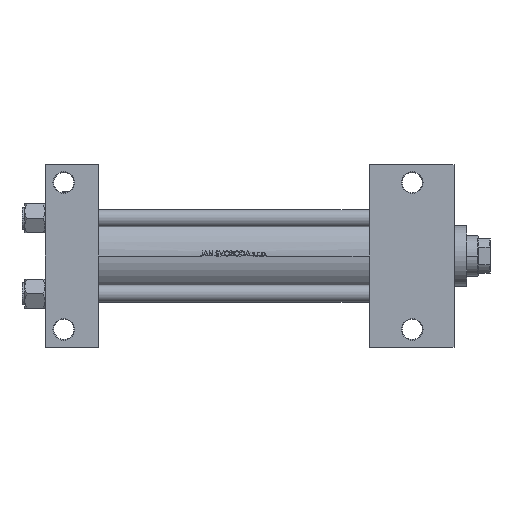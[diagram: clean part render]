
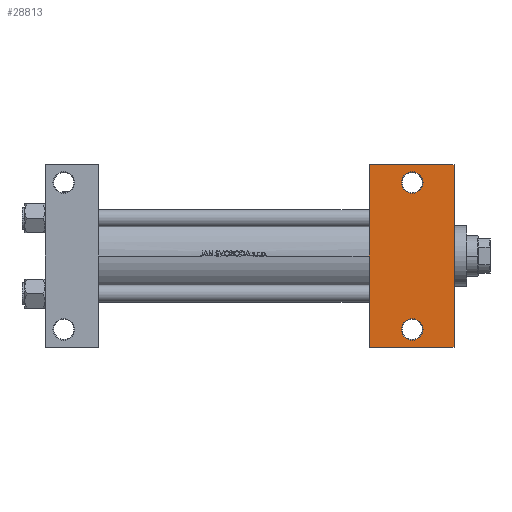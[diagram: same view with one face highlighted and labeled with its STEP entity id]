
A CAD part, front view. The second image highlights one B-rep face of the part: STEP entity #28813.
In plain terms, the highlighted face is planar.
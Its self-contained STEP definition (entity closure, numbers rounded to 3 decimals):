
#492 = EDGE_CURVE ( 'NONE', #35043, #19504, #34424, .T. ) ;
#781 = VECTOR ( 'NONE', #30537, 1000. ) ;
#1624 = VERTEX_POINT ( 'NONE', #10493 ) ;
#1800 = ORIENTED_EDGE ( 'NONE', *, *, #33377, .T. ) ;
#2112 = CIRCLE ( 'NONE', #41386, 7.5 ) ;
#2549 = CARTESIAN_POINT ( 'NONE',  ( 255., 51., -37.5 ) ) ;
#3037 = AXIS2_PLACEMENT_3D ( 'NONE', #39035, #35018, #4643 ) ;
#3683 = ORIENTED_EDGE ( 'NONE', *, *, #28875, .T. ) ;
#4132 = CARTESIAN_POINT ( 'NONE',  ( 255., 51., -37.5 ) ) ;
#4274 = EDGE_LOOP ( 'NONE', ( #17750, #7563 ) ) ;
#4613 = CIRCLE ( 'NONE', #9421, 7.5 ) ;
#4636 = EDGE_CURVE ( 'NONE', #43568, #31563, #32595, .T. ) ;
#4643 = DIRECTION ( 'NONE',  ( -1., 0., 0. ) ) ;
#4734 = EDGE_CURVE ( 'NONE', #9225, #43568, #18488, .T. ) ;
#6547 = DIRECTION ( 'NONE',  ( 0., 0., 1. ) ) ;
#7463 = CARTESIAN_POINT ( 'NONE',  ( 284., 37.5, -37.5 ) ) ;
#7563 = ORIENTED_EDGE ( 'NONE', *, *, #24670, .T. ) ;
#7894 = DIRECTION ( 'NONE',  ( 0., 0., 1. ) ) ;
#8650 = FACE_BOUND ( 'NONE', #4274, .T. ) ;
#9225 = VERTEX_POINT ( 'NONE', #33192 ) ;
#9421 = AXIS2_PLACEMENT_3D ( 'NONE', #2549, #10813, #40949 ) ;
#10225 = DIRECTION ( 'NONE',  ( -1., 0., 0. ) ) ;
#10493 = CARTESIAN_POINT ( 'NONE',  ( 262.5, 51., -37.5 ) ) ;
#10813 = DIRECTION ( 'NONE',  ( 0., 0., 1. ) ) ;
#11938 = CARTESIAN_POINT ( 'NONE',  ( 247.5, -51., -37.5 ) ) ;
#12638 = VERTEX_POINT ( 'NONE', #39099 ) ;
#13264 = ORIENTED_EDGE ( 'NONE', *, *, #27736, .T. ) ;
#14424 = CIRCLE ( 'NONE', #23215, 7.5 ) ;
#15046 = DIRECTION ( 'NONE',  ( -1., 0., 0. ) ) ;
#15436 = FACE_OUTER_BOUND ( 'NONE', #29820, .T. ) ;
#16120 = ORIENTED_EDGE ( 'NONE', *, *, #4734, .T. ) ;
#17750 = ORIENTED_EDGE ( 'NONE', *, *, #492, .T. ) ;
#18488 = LINE ( 'NONE', #7463, #781 ) ;
#19163 = DIRECTION ( 'NONE',  ( -1., 0., 0. ) ) ;
#19504 = VERTEX_POINT ( 'NONE', #27649 ) ;
#19880 = VECTOR ( 'NONE', #32347, 1000. ) ;
#20865 = CARTESIAN_POINT ( 'NONE',  ( 255., -51., -37.5 ) ) ;
#21506 = CARTESIAN_POINT ( 'NONE',  ( 225., -63.5, -37.5 ) ) ;
#21975 = VERTEX_POINT ( 'NONE', #39683 ) ;
#23215 = AXIS2_PLACEMENT_3D ( 'NONE', #4132, #7894, #19163 ) ;
#24670 = EDGE_CURVE ( 'NONE', #19504, #35043, #2112, .T. ) ;
#25771 = ORIENTED_EDGE ( 'NONE', *, *, #30921, .F. ) ;
#26396 = DIRECTION ( 'NONE',  ( 1., 0., 0. ) ) ;
#27133 = CARTESIAN_POINT ( 'NONE',  ( 225., 63.5, -37.5 ) ) ;
#27649 = CARTESIAN_POINT ( 'NONE',  ( 262.5, -51., -37.5 ) ) ;
#27736 = EDGE_CURVE ( 'NONE', #12638, #9225, #42227, .T. ) ;
#28411 = DIRECTION ( 'NONE',  ( 0., 0., 1. ) ) ;
#28792 = LINE ( 'NONE', #39869, #19880 ) ;
#28813 = ADVANCED_FACE ( 'NONE', ( #39534, #8650, #15436 ), #46833, .T. ) ;
#28875 = EDGE_CURVE ( 'NONE', #1624, #21975, #4613, .T. ) ;
#29820 = EDGE_LOOP ( 'NONE', ( #25771, #13264, #16120, #31629 ) ) ;
#30537 = DIRECTION ( 'NONE',  ( 0., -1., 0. ) ) ;
#30921 = EDGE_CURVE ( 'NONE', #12638, #31563, #28792, .T. ) ;
#31563 = VERTEX_POINT ( 'NONE', #34869 ) ;
#31629 = ORIENTED_EDGE ( 'NONE', *, *, #4636, .T. ) ;
#32347 = DIRECTION ( 'NONE',  ( 0., -1., 0. ) ) ;
#32450 = CARTESIAN_POINT ( 'NONE',  ( 284., -63.5, -37.5 ) ) ;
#32595 = LINE ( 'NONE', #21506, #44081 ) ;
#33192 = CARTESIAN_POINT ( 'NONE',  ( 284., 63.5, -37.5 ) ) ;
#33377 = EDGE_CURVE ( 'NONE', #21975, #1624, #14424, .T. ) ;
#34134 = CARTESIAN_POINT ( 'NONE',  ( 255., -51., -37.5 ) ) ;
#34342 = EDGE_LOOP ( 'NONE', ( #1800, #3683 ) ) ;
#34424 = CIRCLE ( 'NONE', #37613, 7.5 ) ;
#34869 = CARTESIAN_POINT ( 'NONE',  ( 225., -63.5, -37.5 ) ) ;
#35018 = DIRECTION ( 'NONE',  ( 0., 0., -1. ) ) ;
#35043 = VERTEX_POINT ( 'NONE', #11938 ) ;
#37613 = AXIS2_PLACEMENT_3D ( 'NONE', #34134, #6547, #15046 ) ;
#39035 = CARTESIAN_POINT ( 'NONE',  ( 284., 37.5, -37.5 ) ) ;
#39099 = CARTESIAN_POINT ( 'NONE',  ( 225., 63.5, -37.5 ) ) ;
#39534 = FACE_BOUND ( 'NONE', #34342, .T. ) ;
#39683 = CARTESIAN_POINT ( 'NONE',  ( 247.5, 51., -37.5 ) ) ;
#39869 = CARTESIAN_POINT ( 'NONE',  ( 225., 37.5, -37.5 ) ) ;
#40949 = DIRECTION ( 'NONE',  ( -1., 0., 0. ) ) ;
#41386 = AXIS2_PLACEMENT_3D ( 'NONE', #20865, #28411, #47523 ) ;
#42227 = LINE ( 'NONE', #27133, #47890 ) ;
#43568 = VERTEX_POINT ( 'NONE', #32450 ) ;
#44081 = VECTOR ( 'NONE', #10225, 1000. ) ;
#46833 = PLANE ( 'NONE',  #3037 ) ;
#47523 = DIRECTION ( 'NONE',  ( -1., 0., 0. ) ) ;
#47890 = VECTOR ( 'NONE', #26396, 1000. ) ;
